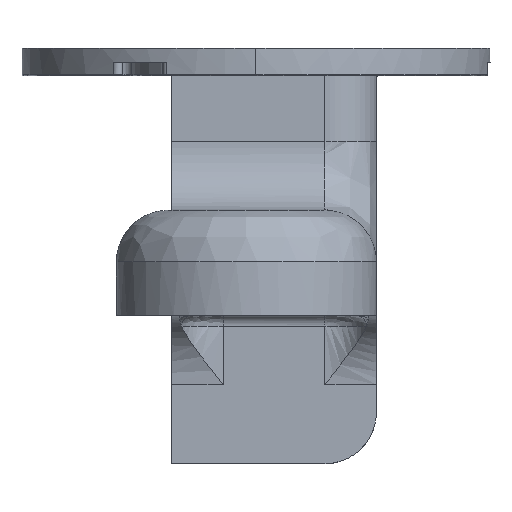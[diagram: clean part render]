
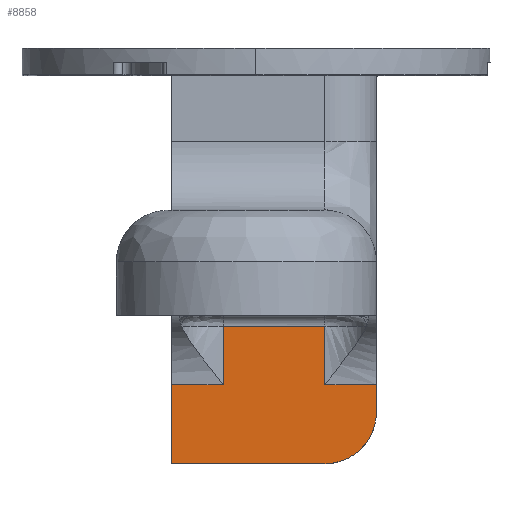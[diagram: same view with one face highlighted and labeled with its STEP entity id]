
A CAD part, left-side view. The second image highlights one B-rep face of the part: STEP entity #8858.
In plain terms, the highlighted free-form (B-spline) face has degree [1, 1] with [2, 2] control points.
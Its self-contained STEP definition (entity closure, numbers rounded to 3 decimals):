
#16 = VERTEX_POINT ( 'NONE', #13638 ) ;
#22 = B_SPLINE_CURVE_WITH_KNOTS ( 'NONE', 1,
 ( #7093, #10598 ),
 .UNSPECIFIED., .F., .F.,
 ( 2, 2 ),
 ( 0., 1. ),
 .UNSPECIFIED. ) ;
#43 = CARTESIAN_POINT ( 'NONE',  ( -11.557, -10.116, -69.057 ) ) ;
#200 = ORIENTED_EDGE ( 'NONE', *, *, #5120, .F. ) ;
#231 = B_SPLINE_CURVE_WITH_KNOTS ( 'NONE', 1,
 ( #11306, #6748 ),
 .UNSPECIFIED., .F., .F.,
 ( 2, 2 ),
 ( 0., 1. ),
 .UNSPECIFIED. ) ;
#241 = ORIENTED_EDGE ( 'NONE', *, *, #2587, .F. ) ;
#250 = CARTESIAN_POINT ( 'NONE',  ( -11.557, -11.938, -62.738 ) ) ;
#1015 = EDGE_CURVE ( 'NONE', #8836, #9304, #11667, .T. ) ;
#1176 = CARTESIAN_POINT ( 'NONE',  ( -11.557, -8.448, -69.88 ) ) ;
#1251 = CARTESIAN_POINT ( 'NONE',  ( -11.557, -11.938, -65.898 ) ) ;
#1618 = CARTESIAN_POINT ( 'NONE',  ( -11.557, -11.938, -65.278 ) ) ;
#1757 = EDGE_CURVE ( 'NONE', #9304, #9923, #231, .T. ) ;
#1936 = VERTEX_POINT ( 'NONE', #11544 ) ;
#1961 = CARTESIAN_POINT ( 'NONE',  ( -11.557, 2.134, -57.388 ) ) ;
#2168 = EDGE_LOOP ( 'NONE', ( #13749, #7403, #7540, #14176, #13236, #241, #200, #13800, #13099 ) ) ;
#2175 = B_SPLINE_SURFACE_WITH_KNOTS ( 'NONE', 1, 1, ( 
 ( #6541, #4187 ),
 ( #10887, #11185 ) ),
 .UNSPECIFIED., .F., .F., .F.,
 ( 2, 2 ),
 ( 2, 2 ),
 ( 0., 1. ),
 ( 0., 1. ),
 .UNSPECIFIED. ) ;
#2314 = CARTESIAN_POINT ( 'NONE',  ( -11.557, -7.214, -70.002 ) ) ;
#2587 = EDGE_CURVE ( 'NONE', #16, #9923, #10083, .T. ) ;
#2984 = CARTESIAN_POINT ( 'NONE',  ( -11.557, 2.134, -62.738 ) ) ;
#3562 = VERTEX_POINT ( 'NONE', #5652 ) ;
#3757 = CARTESIAN_POINT ( 'NONE',  ( -11.557, 2.134, -57.388 ) ) ;
#3923 = B_SPLINE_CURVE_WITH_KNOTS ( 'NONE', 3,
 ( #2314, #11594, #1176, #10453, #43, #8158, #7026, #11668, #1251, #1618 ),
 .UNSPECIFIED., .F., .F.,
 ( 4, 2, 2, 2, 4 ),
 ( 0., 0.393, 0.785, 1.178, 1.571 ),
 .UNSPECIFIED. ) ;
#4187 = CARTESIAN_POINT ( 'NONE',  ( -11.557, -11.938, -57.388 ) ) ;
#4230 = CARTESIAN_POINT ( 'NONE',  ( -11.557, 6.858, -62.738 ) ) ;
#4458 = VERTEX_POINT ( 'NONE', #14459 ) ;
#4506 = EDGE_CURVE ( 'NONE', #4824, #5289, #11264, .T. ) ;
#4824 = VERTEX_POINT ( 'NONE', #10024 ) ;
#5120 = EDGE_CURVE ( 'NONE', #1936, #16, #14482, .T. ) ;
#5289 = VERTEX_POINT ( 'NONE', #8543 ) ;
#5652 = CARTESIAN_POINT ( 'NONE',  ( -11.557, -11.938, -65.278 ) ) ;
#6276 = CARTESIAN_POINT ( 'NONE',  ( -11.557, -7.214, -62.738 ) ) ;
#6335 = CARTESIAN_POINT ( 'NONE',  ( -11.557, -7.214, -57.388 ) ) ;
#6541 = CARTESIAN_POINT ( 'NONE',  ( -11.557, 6.858, -57.388 ) ) ;
#6748 = CARTESIAN_POINT ( 'NONE',  ( -11.557, 2.134, -62.738 ) ) ;
#7026 = CARTESIAN_POINT ( 'NONE',  ( -11.557, -11.341, -67.659 ) ) ;
#7093 = CARTESIAN_POINT ( 'NONE',  ( -11.557, -7.214, -62.738 ) ) ;
#7173 = EDGE_CURVE ( 'NONE', #1936, #4458, #9208, .T. ) ;
#7403 = ORIENTED_EDGE ( 'NONE', *, *, #4506, .T. ) ;
#7413 = CARTESIAN_POINT ( 'NONE',  ( -11.557, -11.938, -62.738 ) ) ;
#7540 = ORIENTED_EDGE ( 'NONE', *, *, #11729, .T. ) ;
#7845 = CARTESIAN_POINT ( 'NONE',  ( -11.557, 2.134, -62.738 ) ) ;
#7890 = CARTESIAN_POINT ( 'NONE',  ( -11.557, 6.858, -70.002 ) ) ;
#8158 = CARTESIAN_POINT ( 'NONE',  ( -11.557, -10.993, -68.18 ) ) ;
#8508 = CARTESIAN_POINT ( 'NONE',  ( -11.557, -11.938, -65.278 ) ) ;
#8543 = CARTESIAN_POINT ( 'NONE',  ( -11.557, -7.214, -62.738 ) ) ;
#8836 = VERTEX_POINT ( 'NONE', #12170 ) ;
#8858 = ADVANCED_FACE ( 'NONE', ( #12031 ), #2175, .T. ) ;
#9208 = B_SPLINE_CURVE_WITH_KNOTS ( 'NONE', 1,
 ( #7890, #12518 ),
 .UNSPECIFIED., .F., .F.,
 ( 2, 2 ),
 ( 0., 1. ),
 .UNSPECIFIED. ) ;
#9304 = VERTEX_POINT ( 'NONE', #1961 ) ;
#9923 = VERTEX_POINT ( 'NONE', #2984 ) ;
#10024 = CARTESIAN_POINT ( 'NONE',  ( -11.557, -11.938, -62.738 ) ) ;
#10083 = B_SPLINE_CURVE_WITH_KNOTS ( 'NONE', 1,
 ( #12555, #7845 ),
 .UNSPECIFIED., .F., .F.,
 ( 2, 2 ),
 ( -1., 0. ),
 .UNSPECIFIED. ) ;
#10453 = CARTESIAN_POINT ( 'NONE',  ( -11.557, -9.595, -69.405 ) ) ;
#10598 = CARTESIAN_POINT ( 'NONE',  ( -11.557, -7.214, -57.388 ) ) ;
#10887 = CARTESIAN_POINT ( 'NONE',  ( -11.557, 6.858, -70.002 ) ) ;
#11185 = CARTESIAN_POINT ( 'NONE',  ( -11.557, -11.938, -70.002 ) ) ;
#11264 = B_SPLINE_CURVE_WITH_KNOTS ( 'NONE', 1,
 ( #7413, #6276 ),
 .UNSPECIFIED., .F., .F.,
 ( 2, 2 ),
 ( 0., 1. ),
 .UNSPECIFIED. ) ;
#11306 = CARTESIAN_POINT ( 'NONE',  ( -11.557, 2.134, -57.388 ) ) ;
#11544 = CARTESIAN_POINT ( 'NONE',  ( -11.557, 6.858, -70.002 ) ) ;
#11594 = CARTESIAN_POINT ( 'NONE',  ( -11.557, -7.834, -70.002 ) ) ;
#11667 = B_SPLINE_CURVE_WITH_KNOTS ( 'NONE', 1,
 ( #6335, #3757 ),
 .UNSPECIFIED., .F., .F.,
 ( 2, 2 ),
 ( 0., 1. ),
 .UNSPECIFIED. ) ;
#11668 = CARTESIAN_POINT ( 'NONE',  ( -11.557, -11.816, -66.513 ) ) ;
#11729 = EDGE_CURVE ( 'NONE', #5289, #8836, #22, .T. ) ;
#12031 = FACE_OUTER_BOUND ( 'NONE', #2168, .T. ) ;
#12170 = CARTESIAN_POINT ( 'NONE',  ( -11.557, -7.214, -57.388 ) ) ;
#12216 = CARTESIAN_POINT ( 'NONE',  ( -11.557, 6.858, -70.002 ) ) ;
#12518 = CARTESIAN_POINT ( 'NONE',  ( -11.557, -7.214, -70.002 ) ) ;
#12555 = CARTESIAN_POINT ( 'NONE',  ( -11.557, 6.858, -62.738 ) ) ;
#13099 = ORIENTED_EDGE ( 'NONE', *, *, #13276, .T. ) ;
#13134 = B_SPLINE_CURVE_WITH_KNOTS ( 'NONE', 1,
 ( #250, #8508 ),
 .UNSPECIFIED., .F., .F.,
 ( 2, 2 ),
 ( 0., 1. ),
 .UNSPECIFIED. ) ;
#13236 = ORIENTED_EDGE ( 'NONE', *, *, #1757, .T. ) ;
#13276 = EDGE_CURVE ( 'NONE', #4458, #3562, #3923, .T. ) ;
#13638 = CARTESIAN_POINT ( 'NONE',  ( -11.557, 6.858, -62.738 ) ) ;
#13749 = ORIENTED_EDGE ( 'NONE', *, *, #14292, .F. ) ;
#13800 = ORIENTED_EDGE ( 'NONE', *, *, #7173, .T. ) ;
#14176 = ORIENTED_EDGE ( 'NONE', *, *, #1015, .T. ) ;
#14292 = EDGE_CURVE ( 'NONE', #4824, #3562, #13134, .T. ) ;
#14459 = CARTESIAN_POINT ( 'NONE',  ( -11.557, -7.214, -70.002 ) ) ;
#14482 = B_SPLINE_CURVE_WITH_KNOTS ( 'NONE', 1,
 ( #12216, #4230 ),
 .UNSPECIFIED., .F., .F.,
 ( 2, 2 ),
 ( 0., 1. ),
 .UNSPECIFIED. ) ;
